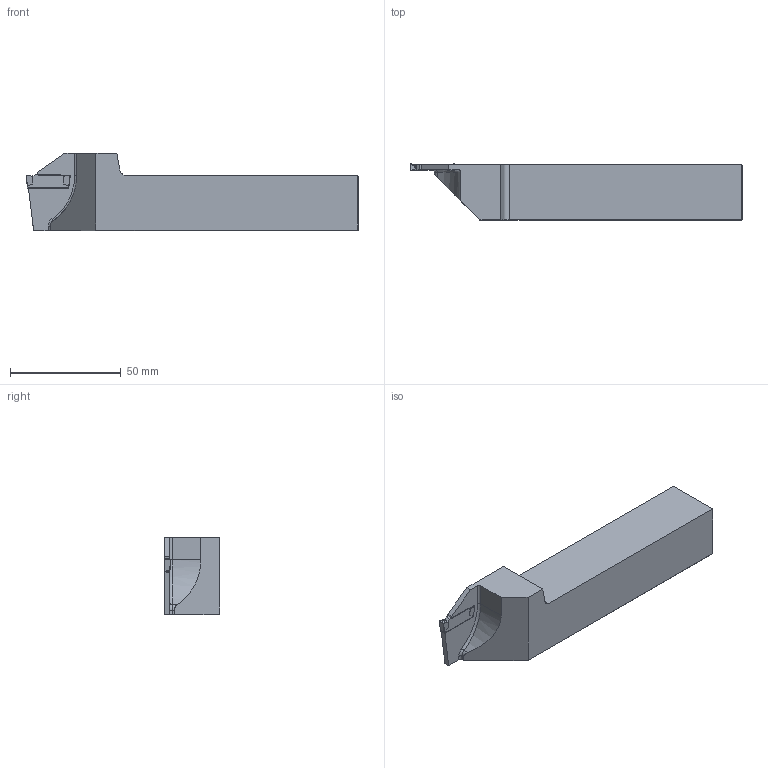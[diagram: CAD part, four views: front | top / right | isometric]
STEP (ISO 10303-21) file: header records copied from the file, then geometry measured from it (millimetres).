
FILE_DESCRIPTION(/* description */ (''),/* implementation_level */ '2;1');
FILE_NAME(/* name */ 'ADKT-I-L-2525-3-T22.stp',/* time_stamp */ '2023-10-18T15:42:29+03:00',/* author */ (''),/* organization */ (''),/* preprocessor_version */ 'ST-DEVELOPER v19.4',/* originating_system */ 'SIEMENS PLM Software NX2306.3001',/* authorisation */ '');
FILE_SCHEMA (('AUTOMOTIVE_DESIGN { 1 0 10303 214 3 1 1 1 }'));
Length unit declared in the file: millimetre
Products named in the file (1): ADKT-I-R-2525-3-T22-light
Bounding box: 150 x 25.29 x 35 mm (x, y, z)
Volume: 85565.8 mm3; surface area: 16096.8 mm2
Topology: 2 solids, 2 shells, 76 faces, 201 edges, 129 vertices
Faces by surface type: plane 58, cylinder 16, torus 2
Entity records: 2409 total; most frequent: CARTESIAN_POINT 467, ORIENTED_EDGE 402, DIRECTION 394, EDGE_CURVE 201, LINE 154, VECTOR 154, VERTEX_POINT 129, AXIS2_PLACEMENT_3D 120
